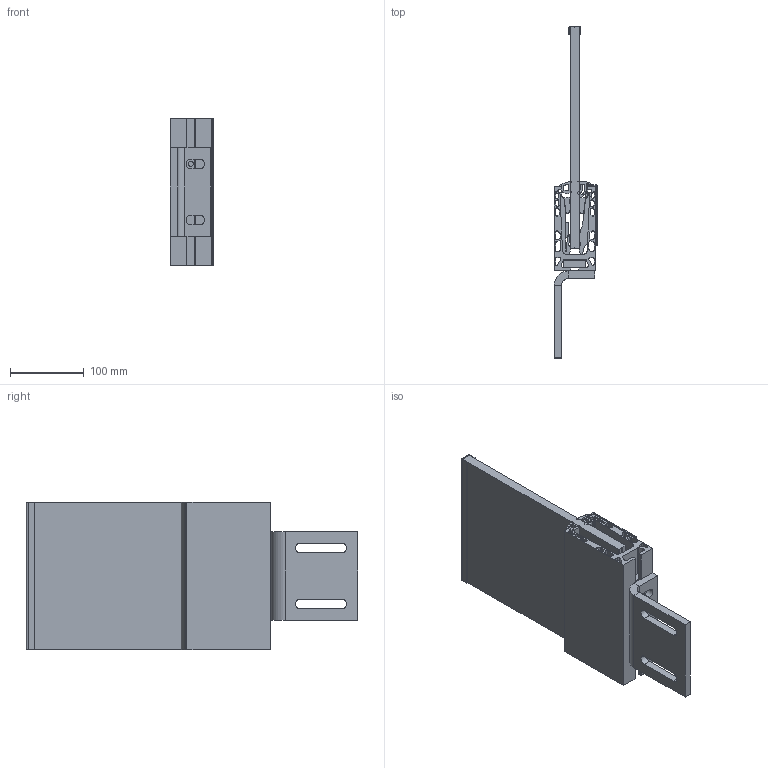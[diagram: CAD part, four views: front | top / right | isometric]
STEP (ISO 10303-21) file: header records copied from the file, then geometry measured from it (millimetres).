
FILE_DESCRIPTION (( 'STEP AP214' ), '1' );
FILE_NAME ('BGC 56mm 12mm.step', '2020-06-19T06:29:16', ( '' ), ( '' ), 'SwSTEP 2.0', 'SolidWorks 2019', '' );
FILE_SCHEMA (( 'AUTOMOTIVE_DESIGN' ));
Length unit declared in the file: millimetre
Products named in the file (12): BGC 56mm 12mm; 137120_01; 137180_01; 137116_01; 137115_01; Ein-Blech_01; 137185_01; 137103_01; 137107_01; 137114_01; 137119_01; Glas 12mm_01
Assembly tree (12 placements, depth 2):
  BGC 56mm 12mm
    137107_01
    137116_01
    137114_01
    137115_01  x2
    Glas 12mm_01
    Ein-Blech_01
    137119_01
    137120_01
    137180_01
    137185_01
    137103_01
Bounding box: 59.2 x 449.73 x 200.09 mm (x, y, z)
Volume: 1582337.2 mm3; surface area: 539644.8 mm2
Topology: 12 solids, 12 shells, 712 faces, 2040 edges, 1352 vertices
Faces by surface type: plane 442, cylinder 270
Entity records: 21511 total; most frequent: CARTESIAN_POINT 3703, ORIENTED_EDGE 3666, DIRECTION 3609, EDGE_CURVE 1833, VECTOR 1369, LINE 1369, VERTEX_POINT 1214, AXIS2_PLACEMENT_3D 1120
